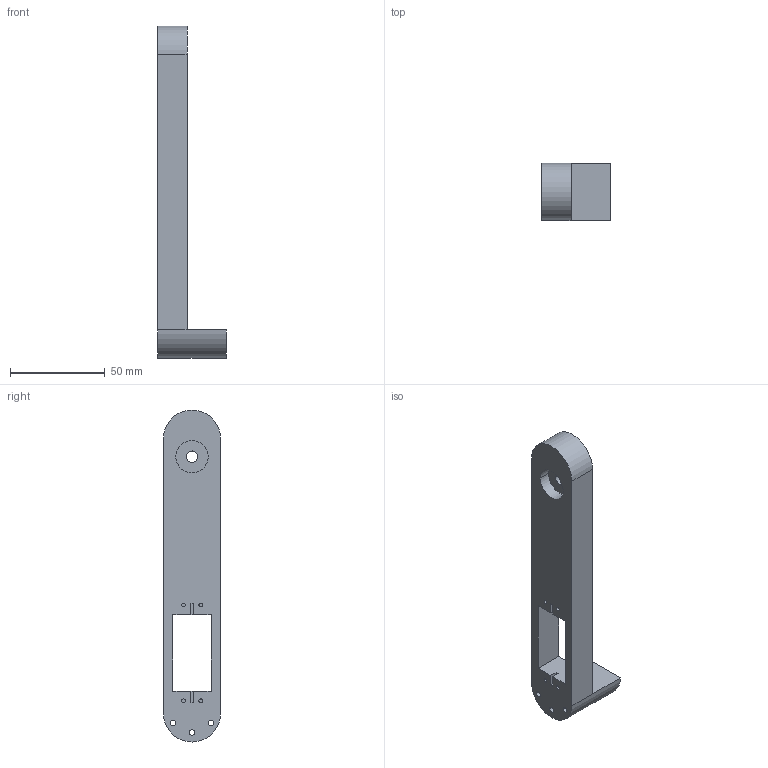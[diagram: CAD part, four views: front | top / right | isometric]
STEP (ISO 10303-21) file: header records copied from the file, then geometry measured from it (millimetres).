
FILE_DESCRIPTION((''),'2;1');
FILE_NAME('OUTER-FEMUR','2023-07-10T22:47:24',('Lenovo'),(''),'CREO PARAMETRIC BY PTC INC, 2022073','CREO PARAMETRIC BY PTC INC, 2022073','');
FILE_SCHEMA(('CONFIG_CONTROL_DESIGN'));
Length unit declared in the file: millimetre
Products named in the file (1): OUTER-FEMUR
Bounding box: 36.25 x 30 x 174.99 mm (x, y, z)
Volume: 69286.2 mm3; surface area: 19781.5 mm2
Topology: 1 solids, 1 shells, 46 faces, 112 edges, 74 vertices
Faces by surface type: plane 24, cylinder 22
Entity records: 1422 total; most frequent: DIRECTION 248, CARTESIAN_POINT 232, ORIENTED_EDGE 224, EDGE_CURVE 112, AXIS2_PLACEMENT_3D 90, VERTEX_POINT 74, VECTOR 68, LINE 68
